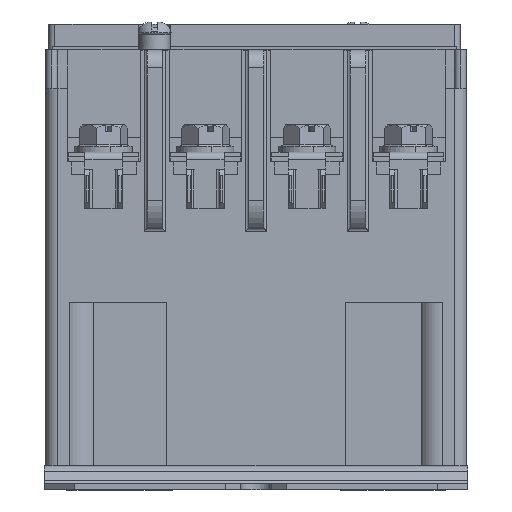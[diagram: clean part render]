
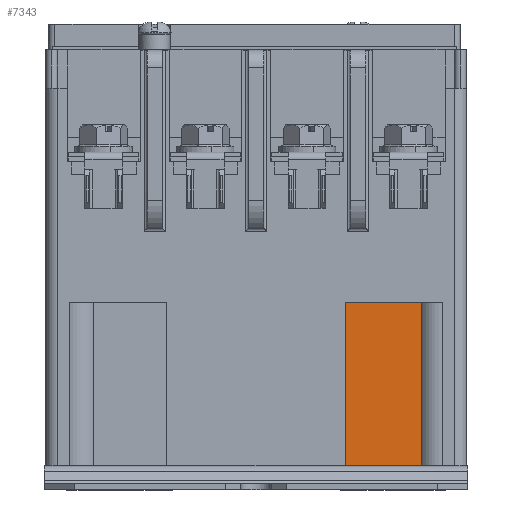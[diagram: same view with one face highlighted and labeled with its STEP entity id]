
A CAD part, front view. The second image highlights one B-rep face of the part: STEP entity #7343.
In plain terms, the highlighted planar face has unit normal (0, -1, 0).
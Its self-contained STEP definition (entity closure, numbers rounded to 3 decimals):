
#901 = VERTEX_POINT ( 'NONE', #8062 ) ;
#1089 = EDGE_LOOP ( 'NONE', ( #7232, #7912, #24604, #14675 ) ) ;
#1265 = EDGE_CURVE ( 'NONE', #901, #9582, #17322, .T. ) ;
#1478 = DIRECTION ( 'NONE',  ( 0., 1., 0. ) ) ;
#1493 = VERTEX_POINT ( 'NONE', #20258 ) ;
#3429 = CARTESIAN_POINT ( 'NONE',  ( 0., -23.825, 0. ) ) ;
#4489 = VERTEX_POINT ( 'NONE', #8988 ) ;
#4943 = CARTESIAN_POINT ( 'NONE',  ( 14.75, -23.825, 0. ) ) ;
#5645 = DIRECTION ( 'NONE',  ( 0., 0., 1. ) ) ;
#5869 = VECTOR ( 'NONE', #24595, 1000. ) ;
#7232 = ORIENTED_EDGE ( 'NONE', *, *, #18134, .T. ) ;
#7343 = ADVANCED_FACE ( 'NONE', ( #11626 ), #17055, .F. ) ;
#7837 = DIRECTION ( 'NONE',  ( 0., 0., 1. ) ) ;
#7912 = ORIENTED_EDGE ( 'NONE', *, *, #1265, .T. ) ;
#8062 = CARTESIAN_POINT ( 'NONE',  ( 27.298, -23.825, 0. ) ) ;
#8137 = AXIS2_PLACEMENT_3D ( 'NONE', #3429, #1478, #5645 ) ;
#8988 = CARTESIAN_POINT ( 'NONE',  ( 14.75, -23.825, 27. ) ) ;
#9582 = VERTEX_POINT ( 'NONE', #16998 ) ;
#10665 = CARTESIAN_POINT ( 'NONE',  ( 14.75, -23.825, 0. ) ) ;
#11087 = LINE ( 'NONE', #4943, #13534 ) ;
#11626 = FACE_OUTER_BOUND ( 'NONE', #1089, .T. ) ;
#13534 = VECTOR ( 'NONE', #24512, 1000. ) ;
#14675 = ORIENTED_EDGE ( 'NONE', *, *, #18130, .T. ) ;
#15097 = LINE ( 'NONE', #10665, #5869 ) ;
#16998 = CARTESIAN_POINT ( 'NONE',  ( 27.298, -23.825, 27. ) ) ;
#17055 = PLANE ( 'NONE',  #8137 ) ;
#17322 = LINE ( 'NONE', #21274, #21582 ) ;
#17694 = EDGE_CURVE ( 'NONE', #9582, #4489, #21215, .T. ) ;
#17885 = VECTOR ( 'NONE', #23077, 1000. ) ;
#18130 = EDGE_CURVE ( 'NONE', #4489, #1493, #15097, .T. ) ;
#18134 = EDGE_CURVE ( 'NONE', #1493, #901, #11087, .T. ) ;
#20258 = CARTESIAN_POINT ( 'NONE',  ( 14.75, -23.825, 0. ) ) ;
#21215 = LINE ( 'NONE', #22903, #17885 ) ;
#21274 = CARTESIAN_POINT ( 'NONE',  ( 27.298, -23.825, 36.899 ) ) ;
#21582 = VECTOR ( 'NONE', #7837, 1000. ) ;
#22903 = CARTESIAN_POINT ( 'NONE',  ( 14.75, -23.825, 27. ) ) ;
#23077 = DIRECTION ( 'NONE',  ( -1., 0., 0. ) ) ;
#24512 = DIRECTION ( 'NONE',  ( 1., 0., 0. ) ) ;
#24595 = DIRECTION ( 'NONE',  ( 0., 0., -1. ) ) ;
#24604 = ORIENTED_EDGE ( 'NONE', *, *, #17694, .T. ) ;
